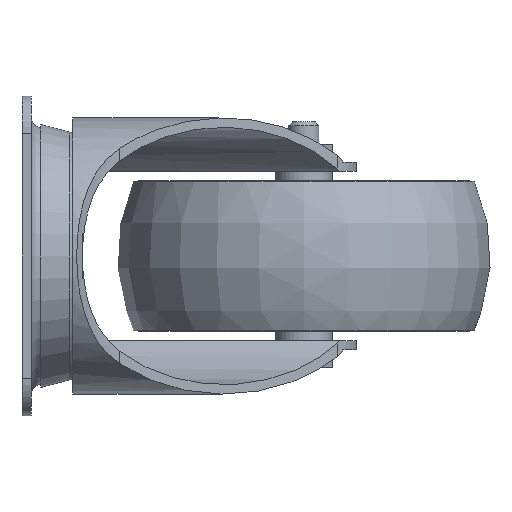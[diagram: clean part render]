
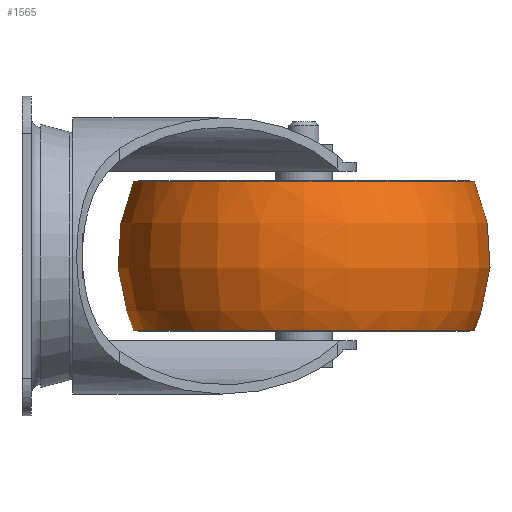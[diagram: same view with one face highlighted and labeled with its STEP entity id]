
A CAD part, left-side view. The second image highlights one B-rep face of the part: STEP entity #1565.
In plain terms, the highlighted toroidal (fillet/blend) face has major radius 5 mm and minor radius 45 mm.
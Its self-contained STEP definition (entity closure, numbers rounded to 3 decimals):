
#22=DEGENERATE_TOROIDAL_SURFACE('',#1714,5.,45.,
 .T.);
#607=ORIENTED_EDGE('',*,*,#906,.T.);
#608=ORIENTED_EDGE('',*,*,#907,.F.);
#906=EDGE_CURVE('',#1081,#1081,#1178,.T.);
#907=EDGE_CURVE('',#1082,#1082,#1179,.T.);
#1081=VERTEX_POINT('',#2581);
#1082=VERTEX_POINT('',#2584);
#1178=CIRCLE('',#1713,45.336);
#1179=CIRCLE('',#1715,45.336);
#1286=EDGE_LOOP('',(#607));
#1287=EDGE_LOOP('',(#608));
#1418=FACE_BOUND('',#1286,.T.);
#1419=FACE_BOUND('',#1287,.T.);
#1565=ADVANCED_FACE('',(#1418,#1419),#22,.T.);
#1713=AXIS2_PLACEMENT_3D('',#2580,#2064,#2065);
#1714=AXIS2_PLACEMENT_3D('',#2582,#2066,#2067);
#1715=AXIS2_PLACEMENT_3D('',#2583,#2068,#2069);
#2064=DIRECTION('',(0.,0.,-1.));
#2065=DIRECTION('',(-1.,0.,0.));
#2066=DIRECTION('',(0.,0.,-1.));
#2067=DIRECTION('',(-1.,0.,0.));
#2068=DIRECTION('',(0.,0.,-1.));
#2069=DIRECTION('',(-1.,0.,0.));
#2580=CARTESIAN_POINT('',(0.,0.,19.95));
#2581=CARTESIAN_POINT('',(-45.336,0.,19.95));
#2582=CARTESIAN_POINT('',(0.,0.,0.));
#2583=CARTESIAN_POINT('',(0.,0.,-19.95));
#2584=CARTESIAN_POINT('',(-45.336,0.,-19.95));
